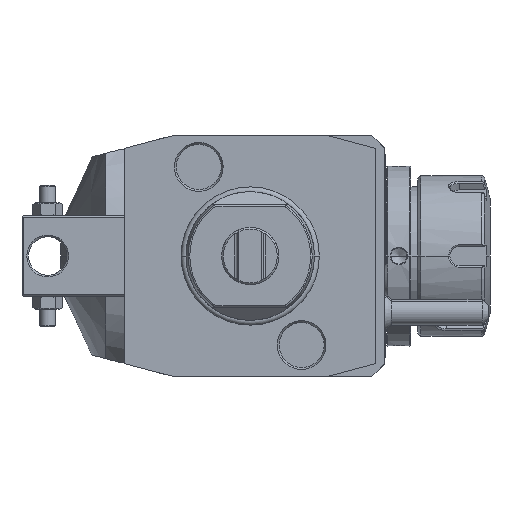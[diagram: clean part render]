
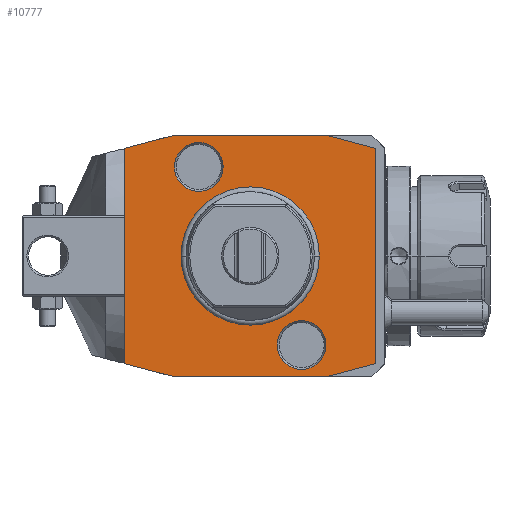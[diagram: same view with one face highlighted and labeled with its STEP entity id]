
A CAD part, front view. The second image highlights one B-rep face of the part: STEP entity #10777.
In plain terms, the highlighted planar face has unit normal (0, -1, 0).
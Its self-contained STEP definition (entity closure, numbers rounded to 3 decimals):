
#1=DIRECTION('',(0.966,0.,-0.259));
#2=VECTOR('',#1,15.529);
#3=CARTESIAN_POINT('',(-39.,0.,-33.481));
#4=LINE('',#3,#2);
#5=DIRECTION('',(0.,0.,-1.));
#6=VECTOR('',#5,66.962);
#7=CARTESIAN_POINT('',(-39.,0.,33.481));
#8=LINE('',#7,#6);
#9=DIRECTION('',(-0.966,0.,-0.259));
#10=VECTOR('',#9,15.529);
#11=CARTESIAN_POINT('',(-24.,0.,37.5));
#12=LINE('',#11,#10);
#13=DIRECTION('',(-1.,0.,0.));
#14=VECTOR('',#13,48.);
#15=CARTESIAN_POINT('',(24.,0.,37.5));
#16=LINE('',#15,#14);
#17=DIRECTION('',(-0.966,0.,0.259));
#18=VECTOR('',#17,15.529);
#19=CARTESIAN_POINT('',(39.,0.,33.481));
#20=LINE('',#19,#18);
#21=DIRECTION('',(0.,0.,1.));
#22=VECTOR('',#21,66.962);
#23=CARTESIAN_POINT('',(39.,0.,-33.481));
#24=LINE('',#23,#22);
#25=DIRECTION('',(0.966,0.,0.259));
#26=VECTOR('',#25,15.529);
#27=CARTESIAN_POINT('',(24.,0.,-37.5));
#28=LINE('',#27,#26);
#29=DIRECTION('',(1.,0.,0.));
#30=VECTOR('',#29,48.);
#31=CARTESIAN_POINT('',(-24.,0.,-37.5));
#32=LINE('',#31,#30);
#33=CARTESIAN_POINT('',(-16.,0.,27.713));
#34=DIRECTION('',(0.,1.,0.));
#35=DIRECTION('',(1.,0.,0.));
#36=AXIS2_PLACEMENT_3D('',#33,#34,#35);
#38=CARTESIAN_POINT('',(-16.,0.,27.713));
#39=DIRECTION('',(0.,1.,0.));
#40=DIRECTION('',(-1.,0.,0.));
#41=AXIS2_PLACEMENT_3D('',#38,#39,#40);
#43=CARTESIAN_POINT('',(16.,0.,-27.713));
#44=DIRECTION('',(0.,1.,0.));
#45=DIRECTION('',(1.,0.,0.));
#46=AXIS2_PLACEMENT_3D('',#43,#44,#45);
#48=CARTESIAN_POINT('',(16.,0.,-27.713));
#49=DIRECTION('',(0.,1.,0.));
#50=DIRECTION('',(-1.,0.,0.));
#51=AXIS2_PLACEMENT_3D('',#48,#49,#50);
#7115=CARTESIAN_POINT('',(0.,0.,0.));
#7116=DIRECTION('',(0.,-1.,0.));
#7117=DIRECTION('',(1.,0.,0.));
#7118=AXIS2_PLACEMENT_3D('',#7115,#7116,#7117);
#7120=CARTESIAN_POINT('',(0.,0.,0.));
#7121=DIRECTION('',(0.,-1.,0.));
#7122=DIRECTION('',(-1.,0.,0.));
#7123=AXIS2_PLACEMENT_3D('',#7120,#7121,#7122);
#9657=CARTESIAN_POINT('',(-8.423,0.,
27.713));
#9658=CARTESIAN_POINT('',(-23.577,0.,
27.713));
#9659=VERTEX_POINT('',#9657);
#9660=VERTEX_POINT('',#9658);
#9789=CARTESIAN_POINT('',(23.577,0.,
-27.713));
#9790=CARTESIAN_POINT('',(8.423,0.,
-27.713));
#9791=VERTEX_POINT('',#9789);
#9792=VERTEX_POINT('',#9790);
#10584=CARTESIAN_POINT('',(-39.,0.,-33.481));
#10585=CARTESIAN_POINT('',(-24.,0.,-37.5));
#10586=VERTEX_POINT('',#10584);
#10587=VERTEX_POINT('',#10585);
#10588=CARTESIAN_POINT('',(24.,0.,-37.5));
#10589=VERTEX_POINT('',#10588);
#10590=CARTESIAN_POINT('',(39.,0.,-33.481));
#10591=VERTEX_POINT('',#10590);
#10592=CARTESIAN_POINT('',(39.,0.,33.481));
#10593=VERTEX_POINT('',#10592);
#10594=CARTESIAN_POINT('',(24.,0.,37.5));
#10595=VERTEX_POINT('',#10594);
#10596=CARTESIAN_POINT('',(-24.,0.,37.5));
#10597=VERTEX_POINT('',#10596);
#10598=CARTESIAN_POINT('',(-39.,0.,33.481));
#10599=VERTEX_POINT('',#10598);
#10612=CARTESIAN_POINT('',(21.137,0.,0.));
#10613=CARTESIAN_POINT('',(-21.137,0.,0.));
#10614=VERTEX_POINT('',#10612);
#10615=VERTEX_POINT('',#10613);
#10736=CARTESIAN_POINT('',(0.,0.,0.));
#10737=DIRECTION('',(0.,-1.,0.));
#10738=DIRECTION('',(-1.,0.,0.));
#10739=AXIS2_PLACEMENT_3D('',#10736,#10737,#10738);
#10740=PLANE('',#10739);
#10742=ORIENTED_EDGE('',*,*,#10741,.F.);
#10744=ORIENTED_EDGE('',*,*,#10743,.F.);
#10746=ORIENTED_EDGE('',*,*,#10745,.F.);
#10748=ORIENTED_EDGE('',*,*,#10747,.F.);
#10750=ORIENTED_EDGE('',*,*,#10749,.F.);
#10752=ORIENTED_EDGE('',*,*,#10751,.F.);
#10754=ORIENTED_EDGE('',*,*,#10753,.F.);
#10756=ORIENTED_EDGE('',*,*,#10755,.F.);
#10757=EDGE_LOOP('',(#10742,#10744,#10746,#10748,#10750,#10752,#10754,#10756));
#10758=FACE_OUTER_BOUND('',#10757,.F.);
#10760=ORIENTED_EDGE('',*,*,#10759,.T.);
#10762=ORIENTED_EDGE('',*,*,#10761,.T.);
#10763=EDGE_LOOP('',(#10760,#10762));
#10764=FACE_BOUND('',#10763,.F.);
#10766=ORIENTED_EDGE('',*,*,#10765,.F.);
#10768=ORIENTED_EDGE('',*,*,#10767,.F.);
#10769=EDGE_LOOP('',(#10766,#10768));
#10770=FACE_BOUND('',#10769,.F.);
#10772=ORIENTED_EDGE('',*,*,#10771,.F.);
#10774=ORIENTED_EDGE('',*,*,#10773,.F.);
#10775=EDGE_LOOP('',(#10772,#10774));
#10776=FACE_BOUND('',#10775,.F.);
#37=CIRCLE('',#36,7.577);
#42=CIRCLE('',#41,7.577);
#47=CIRCLE('',#46,7.577);
#52=CIRCLE('',#51,7.577);
#7119=CIRCLE('',#7118,21.137);
#7124=CIRCLE('',#7123,21.137);
#10741=EDGE_CURVE('',#10586,#10587,#4,.T.);
#10743=EDGE_CURVE('',#10599,#10586,#8,.T.);
#10745=EDGE_CURVE('',#10597,#10599,#12,.T.);
#10747=EDGE_CURVE('',#10595,#10597,#16,.T.);
#10749=EDGE_CURVE('',#10593,#10595,#20,.T.);
#10751=EDGE_CURVE('',#10591,#10593,#24,.T.);
#10753=EDGE_CURVE('',#10589,#10591,#28,.T.);
#10755=EDGE_CURVE('',#10587,#10589,#32,.T.);
#10759=EDGE_CURVE('',#10614,#10615,#7119,.T.);
#10761=EDGE_CURVE('',#10615,#10614,#7124,.T.);
#10765=EDGE_CURVE('',#9659,#9660,#37,.T.);
#10767=EDGE_CURVE('',#9660,#9659,#42,.T.);
#10771=EDGE_CURVE('',#9791,#9792,#47,.T.);
#10773=EDGE_CURVE('',#9792,#9791,#52,.T.);
#10777=ADVANCED_FACE('',(#10758,#10764,#10770,#10776),#10740,.T.);
